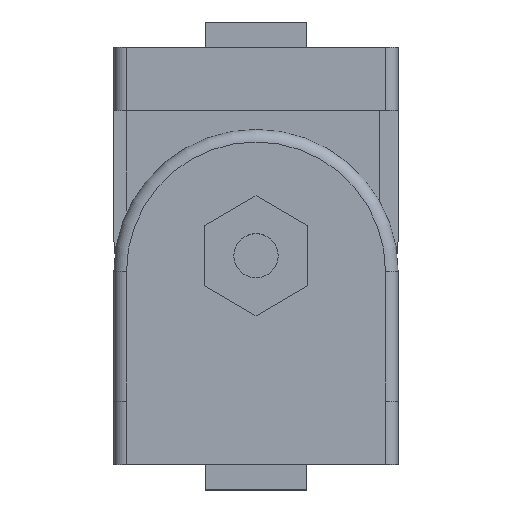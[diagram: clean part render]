
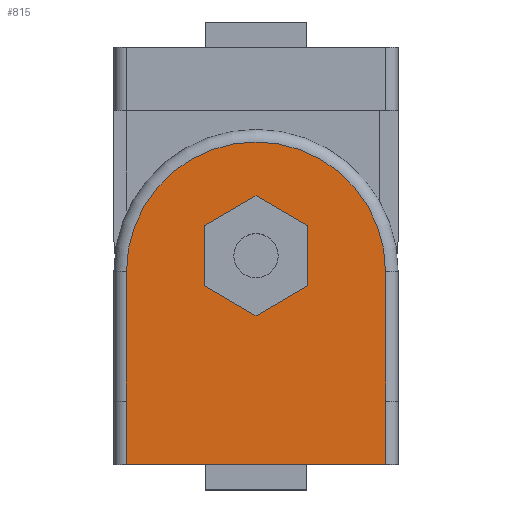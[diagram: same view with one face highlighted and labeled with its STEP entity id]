
A CAD part, top view. The second image highlights one B-rep face of the part: STEP entity #815.
In plain terms, the highlighted planar face has unit normal (0, 0, 1).
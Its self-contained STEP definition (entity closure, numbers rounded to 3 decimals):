
#28 = LINE ( 'NONE', #750, #1964 ) ;
#120 = EDGE_CURVE ( 'NONE', #4205, #1111, #4024, .T. ) ;
#152 = VERTEX_POINT ( 'NONE', #4878 ) ;
#179 = VECTOR ( 'NONE', #1241, 1000. ) ;
#297 = CARTESIAN_POINT ( 'NONE',  ( -30.727, 28.25, 0. ) ) ;
#316 = CARTESIAN_POINT ( 'NONE',  ( -14.273, 28.25, 0. ) ) ;
#514 = VECTOR ( 'NONE', #2141, 1000. ) ;
#578 = CIRCLE ( 'NONE', #4356, 20.5 ) ;
#641 = CARTESIAN_POINT ( 'NONE',  ( -22.5, 23.5, 0. ) ) ;
#692 = LINE ( 'NONE', #316, #3627 ) ;
#750 = CARTESIAN_POINT ( 'NONE',  ( -22.5, 42.5, 0. ) ) ;
#762 = CARTESIAN_POINT ( 'NONE',  ( -2., 10., 0. ) ) ;
#772 = EDGE_CURVE ( 'NONE', #1111, #4587, #4680, .T. ) ;
#782 = CARTESIAN_POINT ( 'NONE',  ( -43., 10., 0. ) ) ;
#815 = ADVANCED_FACE ( 'NONE', ( #1149, #3181 ), #3391, .F. ) ;
#844 = AXIS2_PLACEMENT_3D ( 'NONE', #3016, #2623, #4915 ) ;
#871 = ORIENTED_EDGE ( 'NONE', *, *, #3440, .T. ) ;
#953 = LINE ( 'NONE', #4100, #2960 ) ;
#956 = VECTOR ( 'NONE', #3741, 1000. ) ;
#1111 = VERTEX_POINT ( 'NONE', #1561 ) ;
#1114 = VERTEX_POINT ( 'NONE', #2701 ) ;
#1119 = VECTOR ( 'NONE', #3811, 1000. ) ;
#1149 = FACE_BOUND ( 'NONE', #1168, .T. ) ;
#1157 = CARTESIAN_POINT ( 'NONE',  ( -2., 10., 0. ) ) ;
#1168 = EDGE_LOOP ( 'NONE', ( #3812, #4155, #4058, #2716, #2740, #2335 ) ) ;
#1198 = LINE ( 'NONE', #3875, #179 ) ;
#1241 = DIRECTION ( 'NONE',  ( 0.866, -0.5, 0. ) ) ;
#1312 = LINE ( 'NONE', #641, #4223 ) ;
#1398 = CARTESIAN_POINT ( 'NONE',  ( -2., 0., 0. ) ) ;
#1428 = CARTESIAN_POINT ( 'NONE',  ( -14.273, 37.75, 0. ) ) ;
#1514 = VECTOR ( 'NONE', #4899, 1000. ) ;
#1542 = DIRECTION ( 'NONE',  ( 0., -1., 0. ) ) ;
#1561 = CARTESIAN_POINT ( 'NONE',  ( -43., 0., 0. ) ) ;
#1578 = ORIENTED_EDGE ( 'NONE', *, *, #2851, .T. ) ;
#1593 = VERTEX_POINT ( 'NONE', #2656 ) ;
#1735 = CARTESIAN_POINT ( 'NONE',  ( -22.5, 30.5, 0. ) ) ;
#1757 = CARTESIAN_POINT ( 'NONE',  ( -14.273, 28.25, 0. ) ) ;
#1964 = VECTOR ( 'NONE', #4940, 1000. ) ;
#1978 = EDGE_CURVE ( 'NONE', #3659, #1114, #1198, .T. ) ;
#2014 = VECTOR ( 'NONE', #2962, 1000. ) ;
#2127 = DIRECTION ( 'NONE',  ( -1., 0., 0. ) ) ;
#2141 = DIRECTION ( 'NONE',  ( -0.866, 0.5, 0. ) ) ;
#2221 = DIRECTION ( 'NONE',  ( 0., -1., 0. ) ) ;
#2259 = CARTESIAN_POINT ( 'NONE',  ( -2., 0., 0. ) ) ;
#2314 = EDGE_CURVE ( 'NONE', #1114, #4501, #1312, .T. ) ;
#2319 = LINE ( 'NONE', #4012, #514 ) ;
#2335 = ORIENTED_EDGE ( 'NONE', *, *, #2383, .F. ) ;
#2343 = VERTEX_POINT ( 'NONE', #4102 ) ;
#2383 = EDGE_CURVE ( 'NONE', #4093, #3659, #3994, .T. ) ;
#2461 = ORIENTED_EDGE ( 'NONE', *, *, #4156, .F. ) ;
#2603 = CARTESIAN_POINT ( 'NONE',  ( -2., 10., 0. ) ) ;
#2623 = DIRECTION ( 'NONE',  ( 0., 0., -1. ) ) ;
#2656 = CARTESIAN_POINT ( 'NONE',  ( -43., 30.5, 0. ) ) ;
#2701 = CARTESIAN_POINT ( 'NONE',  ( -22.5, 23.5, 0. ) ) ;
#2716 = ORIENTED_EDGE ( 'NONE', *, *, #2314, .F. ) ;
#2740 = ORIENTED_EDGE ( 'NONE', *, *, #1978, .F. ) ;
#2833 = LINE ( 'NONE', #1157, #3976 ) ;
#2851 = EDGE_CURVE ( 'NONE', #1593, #4205, #953, .T. ) ;
#2906 = EDGE_CURVE ( 'NONE', #4501, #4833, #692, .T. ) ;
#2960 = VECTOR ( 'NONE', #2221, 1000. ) ;
#2962 = DIRECTION ( 'NONE',  ( 0., -1., 0. ) ) ;
#3012 = ORIENTED_EDGE ( 'NONE', *, *, #772, .T. ) ;
#3016 = CARTESIAN_POINT ( 'NONE',  ( -2., 10., 0. ) ) ;
#3027 = EDGE_CURVE ( 'NONE', #3677, #152, #4157, .T. ) ;
#3181 = FACE_OUTER_BOUND ( 'NONE', #4213, .T. ) ;
#3199 = ORIENTED_EDGE ( 'NONE', *, *, #120, .T. ) ;
#3266 = EDGE_CURVE ( 'NONE', #4833, #2343, #2319, .T. ) ;
#3335 = CARTESIAN_POINT ( 'NONE',  ( -30.727, 37.75, 0. ) ) ;
#3372 = DIRECTION ( 'NONE',  ( 0., 1., 0. ) ) ;
#3391 = PLANE ( 'NONE',  #844 ) ;
#3440 = EDGE_CURVE ( 'NONE', #152, #1593, #578, .T. ) ;
#3627 = VECTOR ( 'NONE', #3372, 1000. ) ;
#3659 = VERTEX_POINT ( 'NONE', #297 ) ;
#3677 = VERTEX_POINT ( 'NONE', #2603 ) ;
#3741 = DIRECTION ( 'NONE',  ( 0., -1., 0. ) ) ;
#3811 = DIRECTION ( 'NONE',  ( 0., 1., 0. ) ) ;
#3812 = ORIENTED_EDGE ( 'NONE', *, *, #4118, .F. ) ;
#3875 = CARTESIAN_POINT ( 'NONE',  ( -30.727, 28.25, 0. ) ) ;
#3976 = VECTOR ( 'NONE', #1542, 1000. ) ;
#3994 = LINE ( 'NONE', #3335, #956 ) ;
#4012 = CARTESIAN_POINT ( 'NONE',  ( -14.273, 37.75, 0. ) ) ;
#4024 = LINE ( 'NONE', #4107, #2014 ) ;
#4058 = ORIENTED_EDGE ( 'NONE', *, *, #2906, .F. ) ;
#4093 = VERTEX_POINT ( 'NONE', #4159 ) ;
#4100 = CARTESIAN_POINT ( 'NONE',  ( -43., 10., 0. ) ) ;
#4102 = CARTESIAN_POINT ( 'NONE',  ( -22.5, 42.5, 0. ) ) ;
#4107 = CARTESIAN_POINT ( 'NONE',  ( -43., 10., 0. ) ) ;
#4118 = EDGE_CURVE ( 'NONE', #2343, #4093, #28, .T. ) ;
#4155 = ORIENTED_EDGE ( 'NONE', *, *, #3266, .F. ) ;
#4156 = EDGE_CURVE ( 'NONE', #3677, #4587, #2833, .T. ) ;
#4157 = LINE ( 'NONE', #762, #1119 ) ;
#4159 = CARTESIAN_POINT ( 'NONE',  ( -30.727, 37.75, 0. ) ) ;
#4205 = VERTEX_POINT ( 'NONE', #782 ) ;
#4213 = EDGE_LOOP ( 'NONE', ( #2461, #4894, #871, #1578, #3199, #3012 ) ) ;
#4223 = VECTOR ( 'NONE', #4461, 1000. ) ;
#4356 = AXIS2_PLACEMENT_3D ( 'NONE', #1735, #4384, #2127 ) ;
#4384 = DIRECTION ( 'NONE',  ( 0., 0., 1. ) ) ;
#4461 = DIRECTION ( 'NONE',  ( 0.866, 0.5, 0. ) ) ;
#4501 = VERTEX_POINT ( 'NONE', #1757 ) ;
#4587 = VERTEX_POINT ( 'NONE', #1398 ) ;
#4680 = LINE ( 'NONE', #2259, #1514 ) ;
#4833 = VERTEX_POINT ( 'NONE', #1428 ) ;
#4878 = CARTESIAN_POINT ( 'NONE',  ( -2., 30.5, 0. ) ) ;
#4894 = ORIENTED_EDGE ( 'NONE', *, *, #3027, .T. ) ;
#4899 = DIRECTION ( 'NONE',  ( 1., 0., 0. ) ) ;
#4915 = DIRECTION ( 'NONE',  ( -1., 0., 0. ) ) ;
#4940 = DIRECTION ( 'NONE',  ( -0.866, -0.5, 0. ) ) ;
